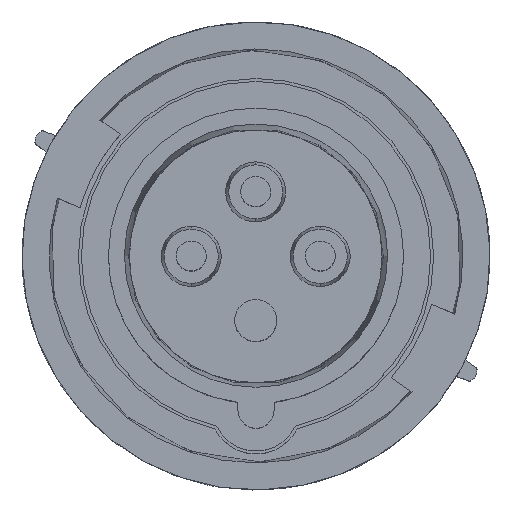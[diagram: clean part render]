
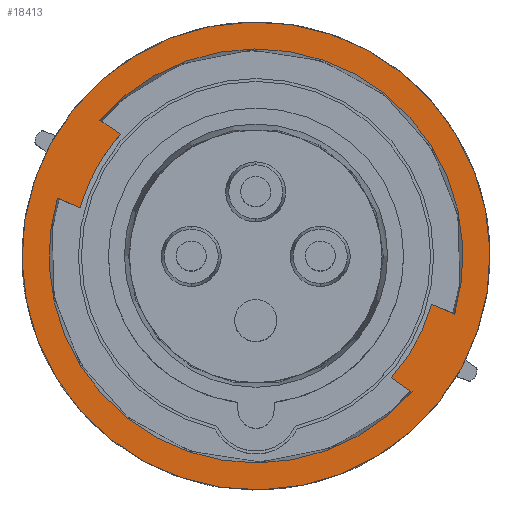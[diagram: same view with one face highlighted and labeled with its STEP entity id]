
A CAD part, top view. The second image highlights one B-rep face of the part: STEP entity #18413.
In plain terms, the highlighted planar face has unit normal (0, 0, 1).
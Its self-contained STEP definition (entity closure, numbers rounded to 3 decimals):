
#24 = VERTEX_POINT ( 'NONE', #18806 ) ;
#483 = CARTESIAN_POINT ( 'NONE',  ( 29.266, -8.039, 33.069 ) ) ;
#948 = EDGE_CURVE ( 'NONE', #24, #7742, #14539, .T. ) ;
#1226 = DIRECTION ( 'NONE',  ( 0.877, -0.48, 0. ) ) ;
#1317 = VERTEX_POINT ( 'NONE', #18944 ) ;
#1344 = CARTESIAN_POINT ( 'NONE',  ( 34.039, -10.081, 33.069 ) ) ;
#1632 = DIRECTION ( 'NONE',  ( 0., 0., -1. ) ) ;
#1875 = ORIENTED_EDGE ( 'NONE', *, *, #948, .T. ) ;
#2051 = FACE_OUTER_BOUND ( 'NONE', #9298, .T. ) ;
#2175 = CIRCLE ( 'NONE', #16958, 34.5 ) ;
#2356 = VECTOR ( 'NONE', #15692, 1000. ) ;
#2802 = CARTESIAN_POINT ( 'NONE',  ( 26.004, -22.672, 33.069 ) ) ;
#3339 = ORIENTED_EDGE ( 'NONE', *, *, #12999, .T. ) ;
#3351 = CARTESIAN_POINT ( 'NONE',  ( -26.862, 23.21, 33.069 ) ) ;
#3709 = CARTESIAN_POINT ( 'NONE',  ( 26.837, -23.239, 33.069 ) ) ;
#3814 = CIRCLE ( 'NONE', #19608, 34.5 ) ;
#4158 = CARTESIAN_POINT ( 'NONE',  ( 0., 0., 33.069 ) ) ;
#4358 = CIRCLE ( 'NONE', #16877, 30.35 ) ;
#4408 = CARTESIAN_POINT ( 'NONE',  ( -26.028, 22.645, 33.069 ) ) ;
#4496 = CARTESIAN_POINT ( 'NONE',  ( 0., 0., 33.069 ) ) ;
#4878 = AXIS2_PLACEMENT_3D ( 'NONE', #4496, #16782, #19989 ) ;
#5284 = ORIENTED_EDGE ( 'NONE', *, *, #14384, .T. ) ;
#5498 = CARTESIAN_POINT ( 'NONE',  ( 0., 0., 33.069 ) ) ;
#5834 = VERTEX_POINT ( 'NONE', #14392 ) ;
#5855 = CARTESIAN_POINT ( 'NONE',  ( 0., 0., 33.069 ) ) ;
#6280 = DIRECTION ( 'NONE',  ( 0., 0., -1. ) ) ;
#6327 = CARTESIAN_POINT ( 'NONE',  ( -26.631, 14.558, 33.069 ) ) ;
#6603 = EDGE_CURVE ( 'NONE', #17078, #24, #8504, .T. ) ;
#6768 = FACE_BOUND ( 'NONE', #18675, .T. ) ;
#6860 = DIRECTION ( 'NONE',  ( 0., 0., 1. ) ) ;
#7017 = EDGE_CURVE ( 'NONE', #5834, #1317, #8361, .T. ) ;
#7161 = DIRECTION ( 'NONE',  ( -0.877, 0.48, 0. ) ) ;
#7203 = VERTEX_POINT ( 'NONE', #6327 ) ;
#7734 = EDGE_CURVE ( 'NONE', #17067, #17078, #12074, .T. ) ;
#7742 = VERTEX_POINT ( 'NONE', #2802 ) ;
#7878 = ORIENTED_EDGE ( 'NONE', *, *, #16101, .T. ) ;
#8361 = CIRCLE ( 'NONE', #19256, 39. ) ;
#8504 = CIRCLE ( 'NONE', #4878, 30.35 ) ;
#8581 = DIRECTION ( 'NONE',  ( 0., 0., 1. ) ) ;
#8747 = DIRECTION ( 'NONE',  ( 0., 0., -1. ) ) ;
#8807 = EDGE_CURVE ( 'NONE', #14462, #17067, #2175, .T. ) ;
#8879 = DIRECTION ( 'NONE',  ( -1., 0., 0. ) ) ;
#8914 = ORIENTED_EDGE ( 'NONE', *, *, #6603, .T. ) ;
#9230 = AXIS2_PLACEMENT_3D ( 'NONE', #5498, #8581, #17775 ) ;
#9298 = EDGE_LOOP ( 'NONE', ( #19783, #11101 ) ) ;
#9519 = LINE ( 'NONE', #3351, #17808 ) ;
#9621 = DIRECTION ( 'NONE',  ( -0.827, 0.561, 0. ) ) ;
#10898 = CIRCLE ( 'NONE', #9230, 39. ) ;
#11101 = ORIENTED_EDGE ( 'NONE', *, *, #16338, .T. ) ;
#11200 = CARTESIAN_POINT ( 'NONE',  ( -22.566, 20.295, 33.069 ) ) ;
#11256 = CARTESIAN_POINT ( 'NONE',  ( -29.275, 8.007, 33.069 ) ) ;
#11293 = CARTESIAN_POINT ( 'NONE',  ( -33.123, 9.649, 33.069 ) ) ;
#11407 = ORIENTED_EDGE ( 'NONE', *, *, #8807, .T. ) ;
#12074 = LINE ( 'NONE', #1344, #16639 ) ;
#12090 = EDGE_CURVE ( 'NONE', #7742, #18774, #3814, .T. ) ;
#12446 = CARTESIAN_POINT ( 'NONE',  ( 0., 0., 33.069 ) ) ;
#12999 = EDGE_CURVE ( 'NONE', #18774, #16472, #20344, .T. ) ;
#13631 = DIRECTION ( 'NONE',  ( -0.919, 0.393, 0. ) ) ;
#14322 = CARTESIAN_POINT ( 'NONE',  ( 16.548, 30.272, 33.069 ) ) ;
#14372 = CARTESIAN_POINT ( 'NONE',  ( -34.049, 10.044, 33.069 ) ) ;
#14384 = EDGE_CURVE ( 'NONE', #7203, #14992, #15576, .T. ) ;
#14392 = CARTESIAN_POINT ( 'NONE',  ( -34.221, 18.707, 33.069 ) ) ;
#14423 = DIRECTION ( 'NONE',  ( -1., 0., 0. ) ) ;
#14462 = VERTEX_POINT ( 'NONE', #4408 ) ;
#14539 = LINE ( 'NONE', #3709, #14676 ) ;
#14606 = CARTESIAN_POINT ( 'NONE',  ( 33.113, -9.685, 33.069 ) ) ;
#14676 = VECTOR ( 'NONE', #15862, 1000. ) ;
#14992 = VERTEX_POINT ( 'NONE', #11200 ) ;
#15576 = CIRCLE ( 'NONE', #15897, 30.35 ) ;
#15692 = DIRECTION ( 'NONE',  ( 0.92, -0.392, 0. ) ) ;
#15742 = DIRECTION ( 'NONE',  ( 0., 0., -1. ) ) ;
#15862 = DIRECTION ( 'NONE',  ( 0.827, -0.562, 0. ) ) ;
#15897 = AXIS2_PLACEMENT_3D ( 'NONE', #5855, #8747, #17001 ) ;
#16101 = EDGE_CURVE ( 'NONE', #14992, #14462, #9519, .T. ) ;
#16338 = EDGE_CURVE ( 'NONE', #1317, #5834, #10898, .T. ) ;
#16472 = VERTEX_POINT ( 'NONE', #11256 ) ;
#16639 = VECTOR ( 'NONE', #13631, 1000. ) ;
#16732 = DIRECTION ( 'NONE',  ( 0., 0., -1. ) ) ;
#16782 = DIRECTION ( 'NONE',  ( 0., 0., -1. ) ) ;
#16877 = AXIS2_PLACEMENT_3D ( 'NONE', #12446, #15742, #1226 ) ;
#16958 = AXIS2_PLACEMENT_3D ( 'NONE', #18770, #6280, #18876 ) ;
#17001 = DIRECTION ( 'NONE',  ( 0.877, -0.48, 0. ) ) ;
#17067 = VERTEX_POINT ( 'NONE', #14606 ) ;
#17078 = VERTEX_POINT ( 'NONE', #483 ) ;
#17775 = DIRECTION ( 'NONE',  ( -0.877, 0.48, 0. ) ) ;
#17805 = CARTESIAN_POINT ( 'NONE',  ( 0., 0., 33.069 ) ) ;
#17808 = VECTOR ( 'NONE', #9621, 1000. ) ;
#17809 = PLANE ( 'NONE',  #18529 ) ;
#18335 = EDGE_CURVE ( 'NONE', #16472, #7203, #4358, .T. ) ;
#18413 = ADVANCED_FACE ( 'NONE', ( #6768, #2051 ), #17809, .F. ) ;
#18529 = AXIS2_PLACEMENT_3D ( 'NONE', #14322, #1632, #14423 ) ;
#18675 = EDGE_LOOP ( 'NONE', ( #7878, #11407, #18956, #8914, #1875, #19939, #3339, #19976, #5284 ) ) ;
#18770 = CARTESIAN_POINT ( 'NONE',  ( 0., 0., 33.069 ) ) ;
#18774 = VERTEX_POINT ( 'NONE', #11293 ) ;
#18806 = CARTESIAN_POINT ( 'NONE',  ( 22.544, -20.319, 33.069 ) ) ;
#18876 = DIRECTION ( 'NONE',  ( -1., 0., 0. ) ) ;
#18944 = CARTESIAN_POINT ( 'NONE',  ( 34.221, -18.707, 33.069 ) ) ;
#18956 = ORIENTED_EDGE ( 'NONE', *, *, #7734, .T. ) ;
#19256 = AXIS2_PLACEMENT_3D ( 'NONE', #17805, #6860, #7161 ) ;
#19608 = AXIS2_PLACEMENT_3D ( 'NONE', #4158, #16732, #8879 ) ;
#19783 = ORIENTED_EDGE ( 'NONE', *, *, #7017, .T. ) ;
#19939 = ORIENTED_EDGE ( 'NONE', *, *, #12090, .T. ) ;
#19976 = ORIENTED_EDGE ( 'NONE', *, *, #18335, .T. ) ;
#19989 = DIRECTION ( 'NONE',  ( -0.877, 0.48, 0. ) ) ;
#20344 = LINE ( 'NONE', #14372, #2356 ) ;
